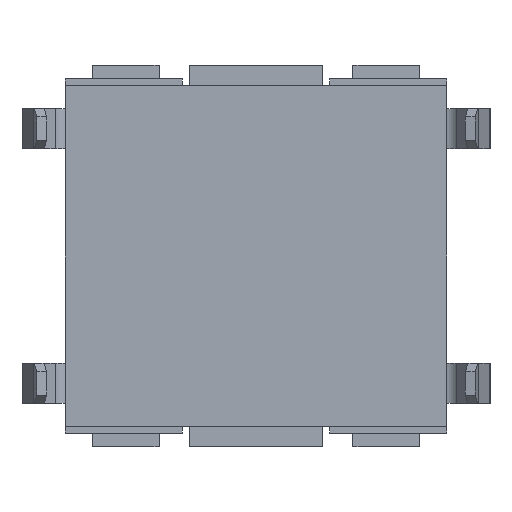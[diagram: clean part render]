
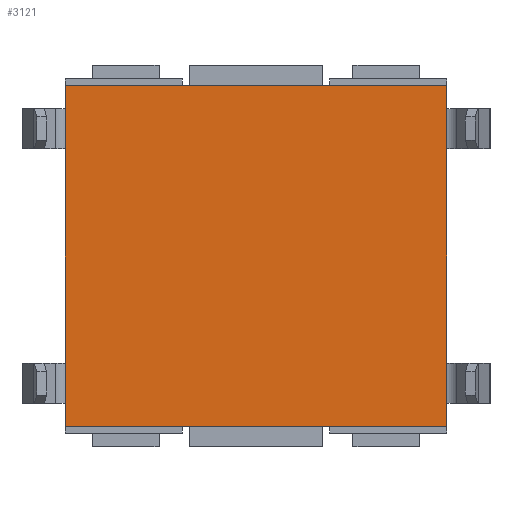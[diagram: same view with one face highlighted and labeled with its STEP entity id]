
A CAD part, front view. The second image highlights one B-rep face of the part: STEP entity #3121.
In plain terms, the highlighted planar face has unit normal (0, -1, 0).
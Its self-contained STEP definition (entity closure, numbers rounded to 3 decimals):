
#8 = ORIENTED_EDGE ( 'NONE', *, *, #2440, .T. ) ;
#9 = ORIENTED_EDGE ( 'NONE', *, *, #2339, .F. ) ;
#1035 = ORIENTED_EDGE ( 'NONE', *, *, #2401, .F. ) ;
#2183 = ORIENTED_EDGE ( 'NONE', *, *, #2421, .F. ) ;
#2315 = VERTEX_POINT ( 'NONE', #3368 ) ;
#2337 = VERTEX_POINT ( 'NONE', #3429 ) ;
#2339 = EDGE_CURVE ( 'NONE', #2337, #2340, #3427, .T. ) ;
#2340 = VERTEX_POINT ( 'NONE', #3423 ) ;
#2396 = VERTEX_POINT ( 'NONE', #3511 ) ;
#2401 = EDGE_CURVE ( 'NONE', #2315, #2396, #3505, .T. ) ;
#2421 = EDGE_CURVE ( 'NONE', #2396, #2337, #3541, .T. ) ;
#2440 = EDGE_CURVE ( 'NONE', #2315, #2340, #3574, .T. ) ;
#3121 = ADVANCED_FACE ( 'NONE', ( #4689 ), #4685, .T. ) ;
#3125 = EDGE_LOOP ( 'NONE', ( #8, #9, #2183, #1035 ) ) ;
#3368 = CARTESIAN_POINT ( 'NONE',  ( -5.7, 0., -5.1 ) ) ;
#3423 = CARTESIAN_POINT ( 'NONE',  ( 5.7, 0., -5.1 ) ) ;
#3424 = DIRECTION ( 'NONE',  ( 0., 0., -1. ) ) ;
#3425 = VECTOR ( 'NONE', #3424, 1000. ) ;
#3426 = CARTESIAN_POINT ( 'NONE',  ( 5.7, 0., 0. ) ) ;
#3427 = LINE ( 'NONE', #3426, #3425 ) ;
#3429 = CARTESIAN_POINT ( 'NONE',  ( 5.7, 0., 5.1 ) ) ;
#3503 = VECTOR ( 'NONE', #3564, 1000. ) ;
#3504 = CARTESIAN_POINT ( 'NONE',  ( -5.7, 0., 0. ) ) ;
#3505 = LINE ( 'NONE', #3504, #3503 ) ;
#3511 = CARTESIAN_POINT ( 'NONE',  ( -5.7, 0., 5.1 ) ) ;
#3538 = DIRECTION ( 'NONE',  ( 1., 0., 0. ) ) ;
#3539 = VECTOR ( 'NONE', #3538, 1000. ) ;
#3540 = CARTESIAN_POINT ( 'NONE',  ( 5.7, 0., 5.1 ) ) ;
#3541 = LINE ( 'NONE', #3540, #3539 ) ;
#3564 = DIRECTION ( 'NONE',  ( 0., 0., 1. ) ) ;
#3571 = DIRECTION ( 'NONE',  ( 1., 0., 0. ) ) ;
#3572 = VECTOR ( 'NONE', #3571, 1000. ) ;
#3573 = CARTESIAN_POINT ( 'NONE',  ( -5.7, 0., -5.1 ) ) ;
#3574 = LINE ( 'NONE', #3573, #3572 ) ;
#4685 = PLANE ( 'NONE',  #4688 ) ;
#4687 = CARTESIAN_POINT ( 'NONE',  ( 5.7, 0., 5.1 ) ) ;
#4688 = AXIS2_PLACEMENT_3D ( 'NONE', #4687, #4743, #4742 ) ;
#4689 = FACE_OUTER_BOUND ( 'NONE', #3125, .T. ) ;
#4742 = DIRECTION ( 'NONE',  ( 0., 0., -1. ) ) ;
#4743 = DIRECTION ( 'NONE',  ( 0., -1., 0. ) ) ;
